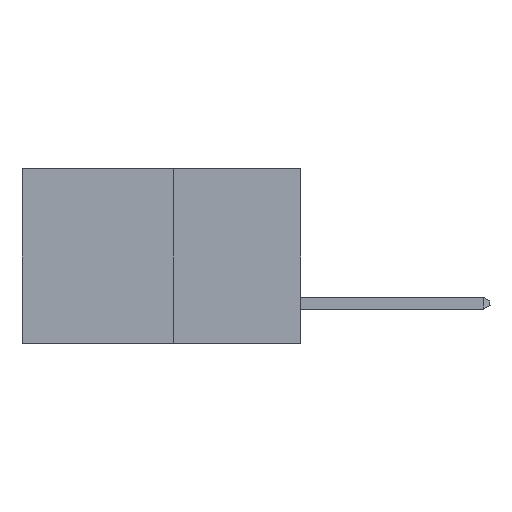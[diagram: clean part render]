
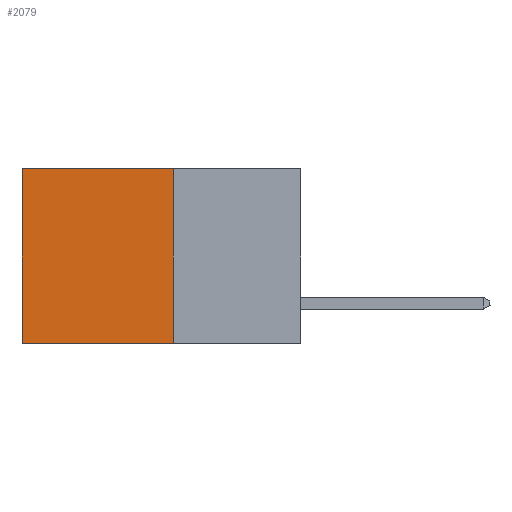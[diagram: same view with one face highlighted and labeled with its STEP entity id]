
A CAD part, left-side view. The second image highlights one B-rep face of the part: STEP entity #2079.
In plain terms, the highlighted planar face has unit normal (-1, 0, 0).
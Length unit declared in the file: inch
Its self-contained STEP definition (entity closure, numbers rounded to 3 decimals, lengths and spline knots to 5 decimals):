
#209 = ORIENTED_EDGE ( 'NONE', *, *, #19247, .T. ) ;
#341 = DIRECTION ( 'NONE',  ( 0., 0., -1. ) ) ;
#810 = VERTEX_POINT ( 'NONE', #19860 ) ;
#984 = EDGE_LOOP ( 'NONE', ( #209, #2773, #6356, #3024 ) ) ;
#2079 = ADVANCED_FACE ( 'NONE', ( #16591 ), #11045, .F. ) ;
#2773 = ORIENTED_EDGE ( 'NONE', *, *, #8444, .F. ) ;
#3024 = ORIENTED_EDGE ( 'NONE', *, *, #6007, .T. ) ;
#3176 = DIRECTION ( 'NONE',  ( 0., 0., -1. ) ) ;
#3432 = CARTESIAN_POINT ( 'NONE',  ( 0.277, 0.27, -0.37 ) ) ;
#4956 = CARTESIAN_POINT ( 'NONE',  ( 0.277, 0.59, 0. ) ) ;
#6007 = EDGE_CURVE ( 'NONE', #810, #12175, #14438, .T. ) ;
#6310 = CARTESIAN_POINT ( 'NONE',  ( 0.277, 0.59, -0.37 ) ) ;
#6356 = ORIENTED_EDGE ( 'NONE', *, *, #19561, .F. ) ;
#6486 = LINE ( 'NONE', #11403, #8218 ) ;
#6991 = LINE ( 'NONE', #3432, #20691 ) ;
#7322 = AXIS2_PLACEMENT_3D ( 'NONE', #10942, #10016, #9946 ) ;
#8218 = VECTOR ( 'NONE', #341, 39.37008 ) ;
#8444 = EDGE_CURVE ( 'NONE', #8686, #10716, #6991, .T. ) ;
#8686 = VERTEX_POINT ( 'NONE', #18489 ) ;
#9663 = VECTOR ( 'NONE', #22831, 39.37008 ) ;
#9946 = DIRECTION ( 'NONE',  ( 0., 0., -1. ) ) ;
#10016 = DIRECTION ( 'NONE',  ( 1., 0., 0. ) ) ;
#10716 = VERTEX_POINT ( 'NONE', #6310 ) ;
#10942 = CARTESIAN_POINT ( 'NONE',  ( 0.277, 0.27, -0.37 ) ) ;
#11045 = PLANE ( 'NONE',  #7322 ) ;
#11403 = CARTESIAN_POINT ( 'NONE',  ( 0.277, 0.27, -0.37 ) ) ;
#12175 = VERTEX_POINT ( 'NONE', #4956 ) ;
#12283 = CARTESIAN_POINT ( 'NONE',  ( 0.277, 0.59, -0.37 ) ) ;
#14438 = LINE ( 'NONE', #22904, #9663 ) ;
#14999 = LINE ( 'NONE', #12283, #22698 ) ;
#16591 = FACE_OUTER_BOUND ( 'NONE', #984, .T. ) ;
#18489 = CARTESIAN_POINT ( 'NONE',  ( 0.277, 0.27, -0.37 ) ) ;
#19247 = EDGE_CURVE ( 'NONE', #12175, #10716, #14999, .T. ) ;
#19561 = EDGE_CURVE ( 'NONE', #810, #8686, #6486, .T. ) ;
#19666 = DIRECTION ( 'NONE',  ( 0., 1., 0. ) ) ;
#19860 = CARTESIAN_POINT ( 'NONE',  ( 0.277, 0.27, 0. ) ) ;
#20691 = VECTOR ( 'NONE', #19666, 39.37008 ) ;
#22698 = VECTOR ( 'NONE', #3176, 39.37008 ) ;
#22831 = DIRECTION ( 'NONE',  ( 0., 1., 0. ) ) ;
#22904 = CARTESIAN_POINT ( 'NONE',  ( 0.277, 0.27, 0. ) ) ;
